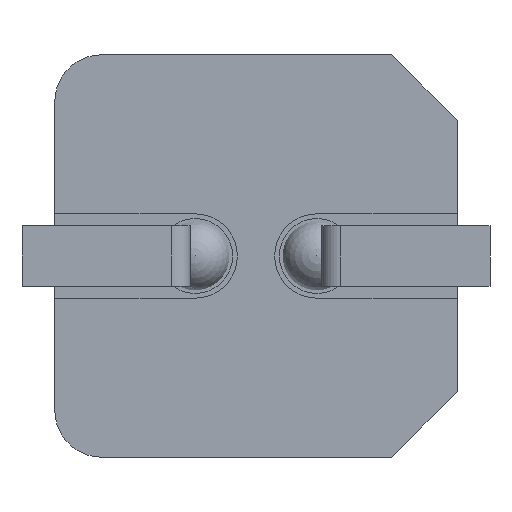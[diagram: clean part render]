
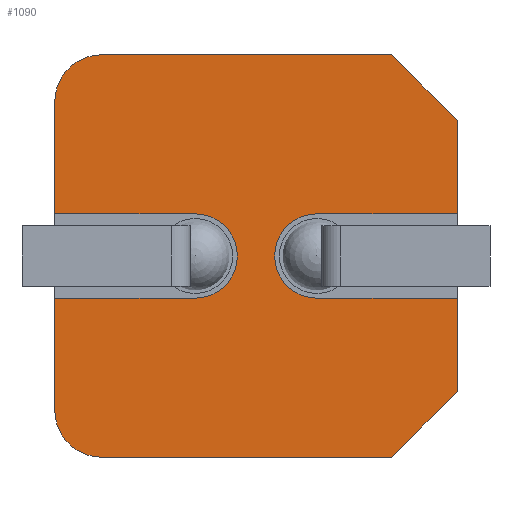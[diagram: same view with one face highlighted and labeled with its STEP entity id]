
A CAD part, front view. The second image highlights one B-rep face of the part: STEP entity #1090.
In plain terms, the highlighted planar face has unit normal (0, -1, 0).
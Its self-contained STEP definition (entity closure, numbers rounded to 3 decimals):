
#58=CIRCLE('',#1223,0.45);
#61=CIRCLE('',#1228,0.5);
#62=CIRCLE('',#1229,0.45);
#63=CIRCLE('',#1230,0.5);
#117=FACE_OUTER_BOUND('',#181,.T.);
#181=EDGE_LOOP('',(#730,#731,#732,#733,#734,#735,#736,#737,#738,#739,#740,
#741,#742,#743,#744,#745));
#237=LINE('',#1657,#344);
#241=LINE('',#1666,#348);
#246=LINE('',#1681,#353);
#247=LINE('',#1683,#354);
#248=LINE('',#1685,#355);
#249=LINE('',#1689,#356);
#250=LINE('',#1691,#357);
#251=LINE('',#1695,#358);
#252=LINE('',#1697,#359);
#253=LINE('',#1701,#360);
#254=LINE('',#1703,#361);
#255=LINE('',#1704,#362);
#344=VECTOR('',#1350,10.);
#348=VECTOR('',#1356,10.);
#353=VECTOR('',#1373,10.);
#354=VECTOR('',#1374,10.);
#355=VECTOR('',#1375,10.);
#356=VECTOR('',#1378,10.);
#357=VECTOR('',#1379,10.);
#358=VECTOR('',#1382,10.);
#359=VECTOR('',#1383,10.);
#360=VECTOR('',#1386,10.);
#361=VECTOR('',#1387,10.);
#362=VECTOR('',#1388,10.);
#455=VERTEX_POINT('',#1655);
#456=VERTEX_POINT('',#1656);
#459=VERTEX_POINT('',#1664);
#460=VERTEX_POINT('',#1665);
#464=VERTEX_POINT('',#1680);
#465=VERTEX_POINT('',#1682);
#466=VERTEX_POINT('',#1684);
#467=VERTEX_POINT('',#1686);
#468=VERTEX_POINT('',#1688);
#469=VERTEX_POINT('',#1690);
#470=VERTEX_POINT('',#1692);
#471=VERTEX_POINT('',#1694);
#472=VERTEX_POINT('',#1696);
#473=VERTEX_POINT('',#1698);
#474=VERTEX_POINT('',#1700);
#475=VERTEX_POINT('',#1702);
#557=EDGE_CURVE('',#455,#456,#237,.T.);
#561=EDGE_CURVE('',#459,#460,#241,.T.);
#565=EDGE_CURVE('',#456,#459,#58,.T.);
#569=EDGE_CURVE('',#460,#464,#246,.T.);
#570=EDGE_CURVE('',#465,#464,#247,.T.);
#571=EDGE_CURVE('',#465,#466,#248,.T.);
#572=EDGE_CURVE('',#467,#466,#61,.T.);
#573=EDGE_CURVE('',#467,#468,#249,.T.);
#574=EDGE_CURVE('',#468,#469,#250,.T.);
#575=EDGE_CURVE('',#469,#470,#62,.T.);
#576=EDGE_CURVE('',#470,#471,#251,.T.);
#577=EDGE_CURVE('',#471,#472,#252,.T.);
#578=EDGE_CURVE('',#473,#472,#63,.T.);
#579=EDGE_CURVE('',#473,#474,#253,.T.);
#580=EDGE_CURVE('',#475,#474,#254,.T.);
#581=EDGE_CURVE('',#475,#455,#255,.T.);
#730=ORIENTED_EDGE('',*,*,#557,.T.);
#731=ORIENTED_EDGE('',*,*,#565,.T.);
#732=ORIENTED_EDGE('',*,*,#561,.T.);
#733=ORIENTED_EDGE('',*,*,#569,.T.);
#734=ORIENTED_EDGE('',*,*,#570,.F.);
#735=ORIENTED_EDGE('',*,*,#571,.T.);
#736=ORIENTED_EDGE('',*,*,#572,.F.);
#737=ORIENTED_EDGE('',*,*,#573,.T.);
#738=ORIENTED_EDGE('',*,*,#574,.T.);
#739=ORIENTED_EDGE('',*,*,#575,.T.);
#740=ORIENTED_EDGE('',*,*,#576,.T.);
#741=ORIENTED_EDGE('',*,*,#577,.T.);
#742=ORIENTED_EDGE('',*,*,#578,.F.);
#743=ORIENTED_EDGE('',*,*,#579,.T.);
#744=ORIENTED_EDGE('',*,*,#580,.F.);
#745=ORIENTED_EDGE('',*,*,#581,.T.);
#988=PLANE('',#1227);
#1090=ADVANCED_FACE('',(#117),#988,.T.);
#1223=AXIS2_PLACEMENT_3D('',#1673,#1362,#1363);
#1227=AXIS2_PLACEMENT_3D('',#1679,#1371,#1372);
#1228=AXIS2_PLACEMENT_3D('',#1687,#1376,#1377);
#1229=AXIS2_PLACEMENT_3D('',#1693,#1380,#1381);
#1230=AXIS2_PLACEMENT_3D('',#1699,#1384,#1385);
#1350=DIRECTION('',(-1.,0.,0.));
#1356=DIRECTION('',(1.,0.,0.));
#1362=DIRECTION('center_axis',(0.,1.,0.));
#1363=DIRECTION('ref_axis',(-1.,0.,0.));
#1371=DIRECTION('center_axis',(0.,-1.,0.));
#1372=DIRECTION('ref_axis',(0.,0.,-1.));
#1373=DIRECTION('',(0.,0.,1.));
#1374=DIRECTION('',(0.707,0.,-0.707));
#1375=DIRECTION('',(-1.,0.,0.));
#1376=DIRECTION('center_axis',(0.,1.,0.));
#1377=DIRECTION('ref_axis',(-0.707,0.,0.707));
#1378=DIRECTION('',(0.,0.,-1.));
#1379=DIRECTION('',(1.,0.,0.));
#1380=DIRECTION('center_axis',(0.,1.,0.));
#1381=DIRECTION('ref_axis',(1.,0.,0.));
#1382=DIRECTION('',(-1.,0.,0.));
#1383=DIRECTION('',(0.,0.,-1.));
#1384=DIRECTION('center_axis',(0.,1.,0.));
#1385=DIRECTION('ref_axis',(-0.707,0.,-0.707));
#1386=DIRECTION('',(1.,0.,0.));
#1387=DIRECTION('',(-0.707,0.,-0.707));
#1388=DIRECTION('',(0.,0.,1.));
#1655=CARTESIAN_POINT('',(2.15,0.,-0.45));
#1656=CARTESIAN_POINT('',(0.65,0.,-0.45));
#1657=CARTESIAN_POINT('',(0.325,0.,-0.45));
#1664=CARTESIAN_POINT('',(0.65,0.,0.45));
#1665=CARTESIAN_POINT('',(2.15,0.,0.45));
#1666=CARTESIAN_POINT('',(1.075,0.,0.45));
#1673=CARTESIAN_POINT('Origin',(0.65,0.,0.));
#1679=CARTESIAN_POINT('Origin',(0.,0.,0.));
#1680=CARTESIAN_POINT('',(2.15,0.,1.45));
#1681=CARTESIAN_POINT('',(2.15,0.,-2.15));
#1682=CARTESIAN_POINT('',(1.45,0.,2.15));
#1683=CARTESIAN_POINT('',(1.8,0.,1.8));
#1684=CARTESIAN_POINT('',(-1.65,0.,2.15));
#1685=CARTESIAN_POINT('',(2.15,0.,2.15));
#1686=CARTESIAN_POINT('',(-2.15,0.,1.65));
#1687=CARTESIAN_POINT('Origin',(-1.65,0.,1.65));
#1688=CARTESIAN_POINT('',(-2.15,0.,0.45));
#1689=CARTESIAN_POINT('',(-2.15,0.,2.15));
#1690=CARTESIAN_POINT('',(-0.65,0.,0.45));
#1691=CARTESIAN_POINT('',(-1.075,0.,0.45));
#1692=CARTESIAN_POINT('',(-0.65,0.,-0.45));
#1693=CARTESIAN_POINT('Origin',(-0.65,0.,0.));
#1694=CARTESIAN_POINT('',(-2.15,0.,-0.45));
#1695=CARTESIAN_POINT('',(-0.325,0.,-0.45));
#1696=CARTESIAN_POINT('',(-2.15,0.,-1.65));
#1697=CARTESIAN_POINT('',(-2.15,0.,2.15));
#1698=CARTESIAN_POINT('',(-1.65,0.,-2.15));
#1699=CARTESIAN_POINT('Origin',(-1.65,0.,-1.65));
#1700=CARTESIAN_POINT('',(1.45,0.,-2.15));
#1701=CARTESIAN_POINT('',(-2.15,0.,-2.15));
#1702=CARTESIAN_POINT('',(2.15,0.,-1.45));
#1703=CARTESIAN_POINT('',(1.8,0.,-1.8));
#1704=CARTESIAN_POINT('',(2.15,0.,-2.15));
